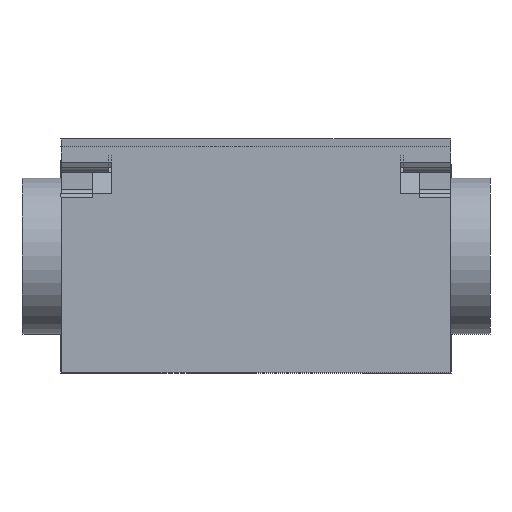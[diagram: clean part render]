
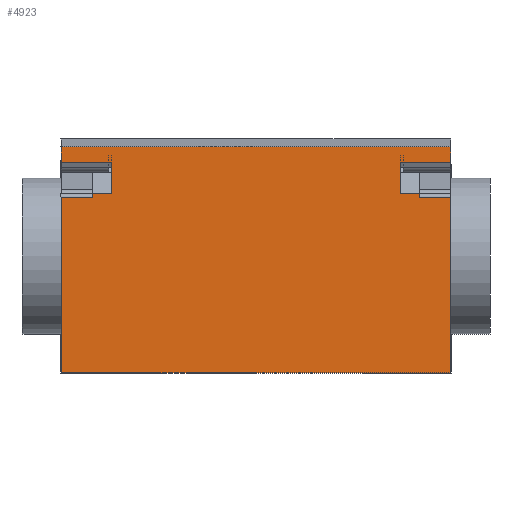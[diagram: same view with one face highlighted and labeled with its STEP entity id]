
A CAD part, front view. The second image highlights one B-rep face of the part: STEP entity #4923.
In plain terms, the highlighted planar face has unit normal (0, -1, 0).
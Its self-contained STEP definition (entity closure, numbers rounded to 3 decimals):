
#4234=CARTESIAN_POINT('',(43.5,0.,22.999));
#4235=VERTEX_POINT('',#4234);
#4269=CARTESIAN_POINT('',(43.5,0.,27.0));
#4270=VERTEX_POINT('',#4269);
#4277=CARTESIAN_POINT('',(43.5,0.,22.999));
#4278=DIRECTION('',(0.0,0.0,1.0));
#4279=VECTOR('',#4278,4.001);
#4280=LINE('',#4277,#4279);
#4281=EDGE_CURVE('',#4235,#4270,#4280,.T.);
#4291=CARTESIAN_POINT('',(6.5,0.,27.0));
#4292=VERTEX_POINT('',#4291);
#4328=CARTESIAN_POINT('',(6.5,0.,22.999));
#4329=VERTEX_POINT('',#4328);
#4336=CARTESIAN_POINT('',(6.5,0.,27.0));
#4337=DIRECTION('',(0.0,0.0,-1.0));
#4338=VECTOR('',#4337,4.001);
#4339=LINE('',#4336,#4338);
#4340=EDGE_CURVE('',#4292,#4329,#4339,.T.);
#4404=CARTESIAN_POINT('',(0.0,0.,27.0));
#4405=VERTEX_POINT('',#4404);
#4412=CARTESIAN_POINT('',(0.0,0.,29.0));
#4413=VERTEX_POINT('',#4412);
#4414=CARTESIAN_POINT('',(0.0,0.,27.0));
#4415=DIRECTION('',(0.0,0.0,1.0));
#4416=VECTOR('',#4415,2.0);
#4417=LINE('',#4414,#4416);
#4418=EDGE_CURVE('',#4405,#4413,#4417,.T.);
#4444=CARTESIAN_POINT('',(0.0,0.0,0.0));
#4445=VERTEX_POINT('',#4444);
#4452=CARTESIAN_POINT('',(0.0,0.,22.5));
#4453=VERTEX_POINT('',#4452);
#4454=CARTESIAN_POINT('',(0.0,0.,0.0));
#4455=DIRECTION('',(0.0,0.0,1.0));
#4456=VECTOR('',#4455,22.5);
#4457=LINE('',#4454,#4456);
#4458=EDGE_CURVE('',#4445,#4453,#4457,.T.);
#4503=CARTESIAN_POINT('',(6.5,0.,27.0));
#4504=DIRECTION('',(-1.0,0.0,0.0));
#4505=VECTOR('',#4504,6.5);
#4506=LINE('',#4503,#4505);
#4507=EDGE_CURVE('',#4292,#4405,#4506,.T.);
#4736=CARTESIAN_POINT('',(4.0,0.,22.5));
#4737=VERTEX_POINT('',#4736);
#4745=CARTESIAN_POINT('',(4.0,0.,22.999));
#4746=VERTEX_POINT('',#4745);
#4747=CARTESIAN_POINT('',(4.0,0.,22.5));
#4748=DIRECTION('',(0.0,0.0,1.0));
#4749=VECTOR('',#4748,0.499);
#4750=LINE('',#4747,#4749);
#4751=EDGE_CURVE('',#4737,#4746,#4750,.T.);
#4779=CARTESIAN_POINT('',(6.5,0.,22.999));
#4780=DIRECTION('',(-1.0,0.0,0.0));
#4781=VECTOR('',#4780,2.5);
#4782=LINE('',#4779,#4781);
#4783=EDGE_CURVE('',#4329,#4746,#4782,.T.);
#4813=CARTESIAN_POINT('',(0.0,0.,22.5));
#4814=DIRECTION('',(1.0,0.0,0.0));
#4815=VECTOR('',#4814,4.0);
#4816=LINE('',#4813,#4815);
#4817=EDGE_CURVE('',#4453,#4737,#4816,.T.);
#4829=CARTESIAN_POINT('',(50.,0.,29.0));
#4830=VERTEX_POINT('',#4829);
#4831=CARTESIAN_POINT('',(0.0,0.,29.));
#4832=DIRECTION('',(1.0,0.0,0.0));
#4833=VECTOR('',#4832,50.);
#4834=LINE('',#4831,#4833);
#4835=EDGE_CURVE('',#4413,#4830,#4834,.T.);
#4855=CARTESIAN_POINT('',(41.1,0.,0.));
#4856=DIRECTION('',(0.0,-1.0,0.0));
#4857=DIRECTION('',(0.0,0.0,1.0));
#4858=AXIS2_PLACEMENT_3D('',#4855,#4856,#4857);
#4859=PLANE('',#4858);
#4860=CARTESIAN_POINT('',(50.,0.0,0.0));
#4861=VERTEX_POINT('',#4860);
#4862=CARTESIAN_POINT('',(0.0,0.,0.));
#4863=DIRECTION('',(1.0,0.0,0.0));
#4864=VECTOR('',#4863,50.);
#4865=LINE('',#4862,#4864);
#4866=EDGE_CURVE('',#4445,#4861,#4865,.T.);
#4867=ORIENTED_EDGE('',*,*,#4866,.T.);
#4868=CARTESIAN_POINT('',(50.,0.,22.5));
#4869=VERTEX_POINT('',#4868);
#4870=CARTESIAN_POINT('',(50.,0.,0.0));
#4871=DIRECTION('',(0.0,0.0,1.0));
#4872=VECTOR('',#4871,22.5);
#4873=LINE('',#4870,#4872);
#4874=EDGE_CURVE('',#4861,#4869,#4873,.T.);
#4875=ORIENTED_EDGE('',*,*,#4874,.T.);
#4876=CARTESIAN_POINT('',(46.,0.,22.5));
#4877=VERTEX_POINT('',#4876);
#4878=CARTESIAN_POINT('',(50.,0.,22.5));
#4879=DIRECTION('',(-1.0,0.0,0.0));
#4880=VECTOR('',#4879,4.0);
#4881=LINE('',#4878,#4880);
#4882=EDGE_CURVE('',#4869,#4877,#4881,.T.);
#4883=ORIENTED_EDGE('',*,*,#4882,.T.);
#4884=CARTESIAN_POINT('',(46.,0.,22.999));
#4885=VERTEX_POINT('',#4884);
#4886=CARTESIAN_POINT('',(46.,0.,22.5));
#4887=DIRECTION('',(0.0,0.0,1.0));
#4888=VECTOR('',#4887,0.499);
#4889=LINE('',#4886,#4888);
#4890=EDGE_CURVE('',#4877,#4885,#4889,.T.);
#4891=ORIENTED_EDGE('',*,*,#4890,.T.);
#4892=CARTESIAN_POINT('',(43.5,0.,22.999));
#4893=DIRECTION('',(1.0,0.0,0.0));
#4894=VECTOR('',#4893,2.5);
#4895=LINE('',#4892,#4894);
#4896=EDGE_CURVE('',#4235,#4885,#4895,.T.);
#4897=ORIENTED_EDGE('',*,*,#4896,.F.);
#4898=ORIENTED_EDGE('',*,*,#4281,.T.);
#4899=CARTESIAN_POINT('',(50.,0.,27.0));
#4900=VERTEX_POINT('',#4899);
#4901=CARTESIAN_POINT('',(43.5,0.,27.0));
#4902=DIRECTION('',(1.0,0.0,0.0));
#4903=VECTOR('',#4902,6.5);
#4904=LINE('',#4901,#4903);
#4905=EDGE_CURVE('',#4270,#4900,#4904,.T.);
#4906=ORIENTED_EDGE('',*,*,#4905,.T.);
#4907=CARTESIAN_POINT('',(50.,0.,27.0));
#4908=DIRECTION('',(0.0,0.0,1.0));
#4909=VECTOR('',#4908,2.0);
#4910=LINE('',#4907,#4909);
#4911=EDGE_CURVE('',#4900,#4830,#4910,.T.);
#4912=ORIENTED_EDGE('',*,*,#4911,.T.);
#4913=ORIENTED_EDGE('',*,*,#4835,.F.);
#4914=ORIENTED_EDGE('',*,*,#4418,.F.);
#4915=ORIENTED_EDGE('',*,*,#4507,.F.);
#4916=ORIENTED_EDGE('',*,*,#4340,.T.);
#4917=ORIENTED_EDGE('',*,*,#4783,.T.);
#4918=ORIENTED_EDGE('',*,*,#4751,.F.);
#4919=ORIENTED_EDGE('',*,*,#4817,.F.);
#4920=ORIENTED_EDGE('',*,*,#4458,.F.);
#4921=EDGE_LOOP('',(#4867,#4875,#4883,#4891,#4897,#4898,#4906,#4912,#4913,#4914,#4915,#4916,#4917,#4918,#4919,#4920));
#4922=FACE_OUTER_BOUND('',#4921,.T.);
#4923=ADVANCED_FACE('',(#4922),#4859,.T.);
